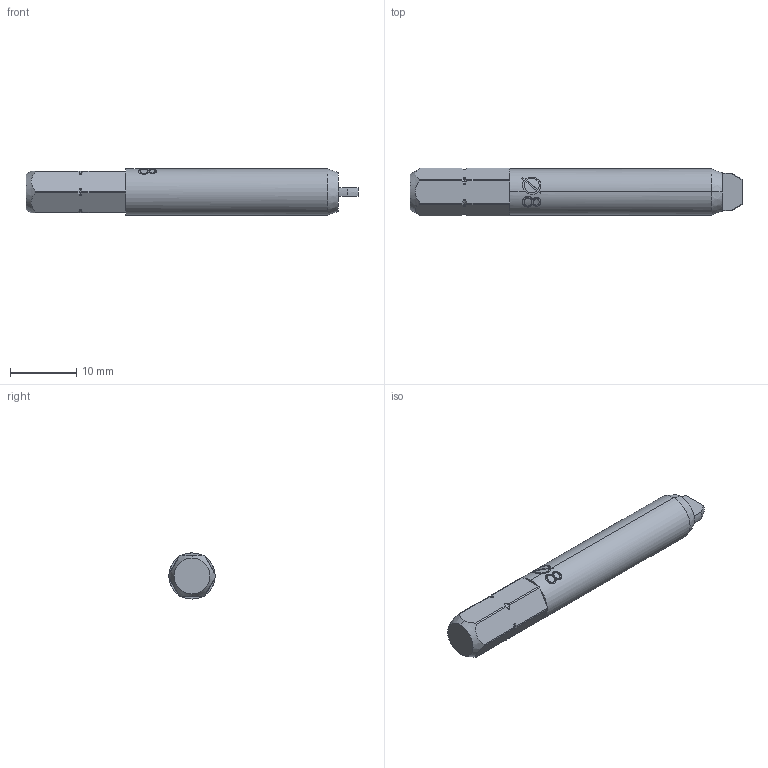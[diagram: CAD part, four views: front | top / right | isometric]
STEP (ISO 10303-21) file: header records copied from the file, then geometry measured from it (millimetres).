
FILE_DESCRIPTION (( 'STEP AP214' ), '1' );
FILE_NAME ('Embouts plat pour implant Ø8-REV 5-STEP.STEP', '2024-04-08T16:16:08', ( '' ), ( '' ), 'SwSTEP 2.0', 'SolidWorks 2024', '' );
FILE_SCHEMA (( 'AUTOMOTIVE_DESIGN' ));
Length unit declared in the file: millimetre
Products named in the file (1): Embouts plat pour implant Ø8-REV 5-STEP
Bounding box: 50 x 7.14 x 6.94 mm (x, y, z)
Volume: 1729.5 mm3; surface area: 1114.4 mm2
Topology: 1 solids, 1 shells, 115 faces, 307 edges, 200 vertices
Faces by surface type: bspline 37, cylinder 25, plane 23, cone 18, torus 12
Entity records: 8062 total; most frequent: CARTESIAN_POINT 5574, ORIENTED_EDGE 614, DIRECTION 354, EDGE_CURVE 307, VERTEX_POINT 200, B_SPLINE_CURVE_WITH_KNOTS 179, AXIS2_PLACEMENT_3D 147, EDGE_LOOP 121
